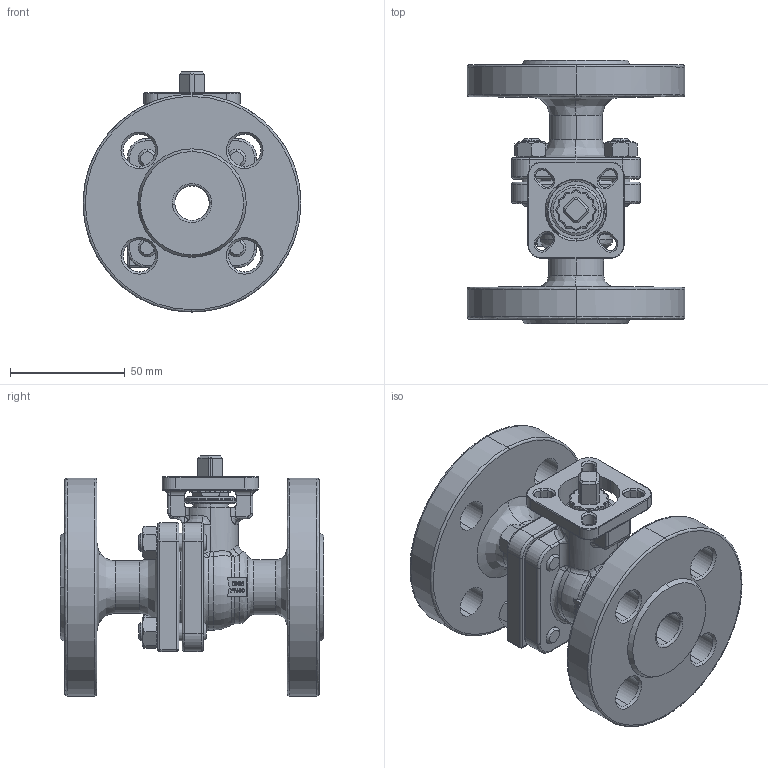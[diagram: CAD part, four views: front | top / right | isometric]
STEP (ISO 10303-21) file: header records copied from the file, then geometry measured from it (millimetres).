
FILE_DESCRIPTION (( 'STEP AP203' ), '1' );
FILE_NAME ('KV-L6N DN15.STEP', '2017-02-23T00:56:17', ( 'XiTongTianDi' ), ( 'XiTongTianDi.Com' ), 'SwSTEP 2.0', 'SolidWorks 2013', '' );
FILE_SCHEMA (( 'CONFIG_CONTROL_DESIGN' ));
Length unit declared in the file: millimetre
Products named in the file (1): KV-L6N DN15
Bounding box: 95.01 x 115 x 104.7 mm (x, y, z)
Volume: 289928.8 mm3; surface area: 67953.4 mm2
Topology: 1 solids, 1 shells, 765 faces, 1973 edges, 1231 vertices
Faces by surface type: plane 349, cylinder 191, bspline 130, cone 93, torus 2
Entity records: 29697 total; most frequent: CARTESIAN_POINT 11894, ORIENTED_EDGE 3928, DIRECTION 3385, EDGE_CURVE 1964, VERTEX_POINT 1231, AXIS2_PLACEMENT_3D 1148, LINE 1089, VECTOR 1089
